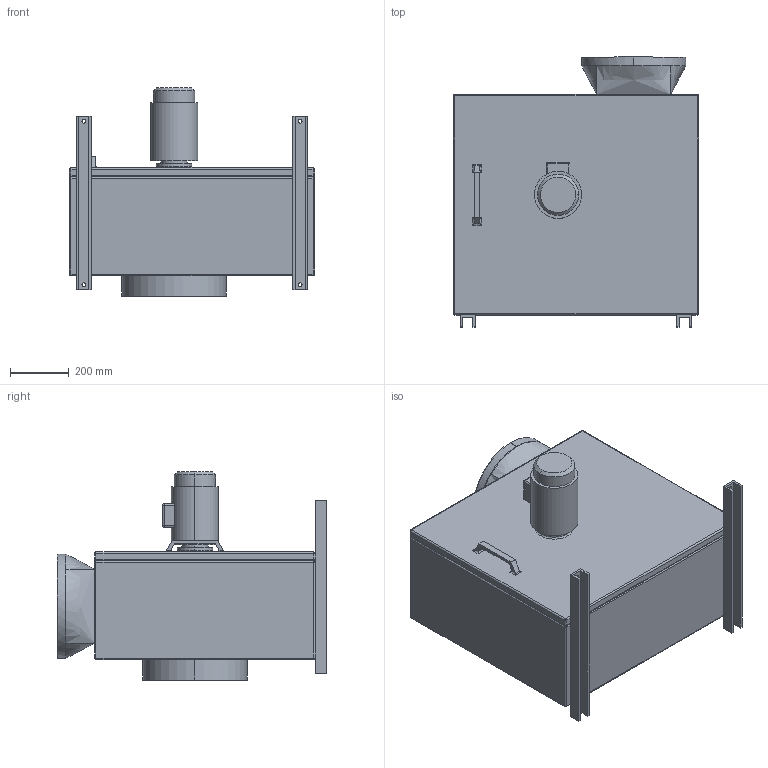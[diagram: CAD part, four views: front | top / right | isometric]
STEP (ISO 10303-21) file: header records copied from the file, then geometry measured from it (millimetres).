
FILE_DESCRIPTION (( 'STEP AP214' ), '1' );
FILE_NAME ('EKR 35-2.STEP', '2018-05-12T14:34:36', ( 'CADnetwork' ), ( '' ), 'SwSTEP 2.0', 'SolidWorks 2014', '' );
FILE_SCHEMA (( 'AUTOMOTIVE_DESIGN' ));
Length unit declared in the file: millimetre
Products named in the file (1): EKR 35-2
Bounding box: 832 x 916 x 707 mm (x, y, z)
Volume: 241764405.1 mm3; surface area: 3166365.6 mm2
Topology: 1 solids, 1 shells, 152 faces, 369 edges, 204 vertices
Faces by surface type: cylinder 65, plane 59, sphere 20, bspline 4, torus 2, cone 2
Entity records: 4583 total; most frequent: CARTESIAN_POINT 1074, DIRECTION 755, ORIENTED_EDGE 698, EDGE_CURVE 349, AXIS2_PLACEMENT_3D 273, LINE 209, VECTOR 209, VERTEX_POINT 204
